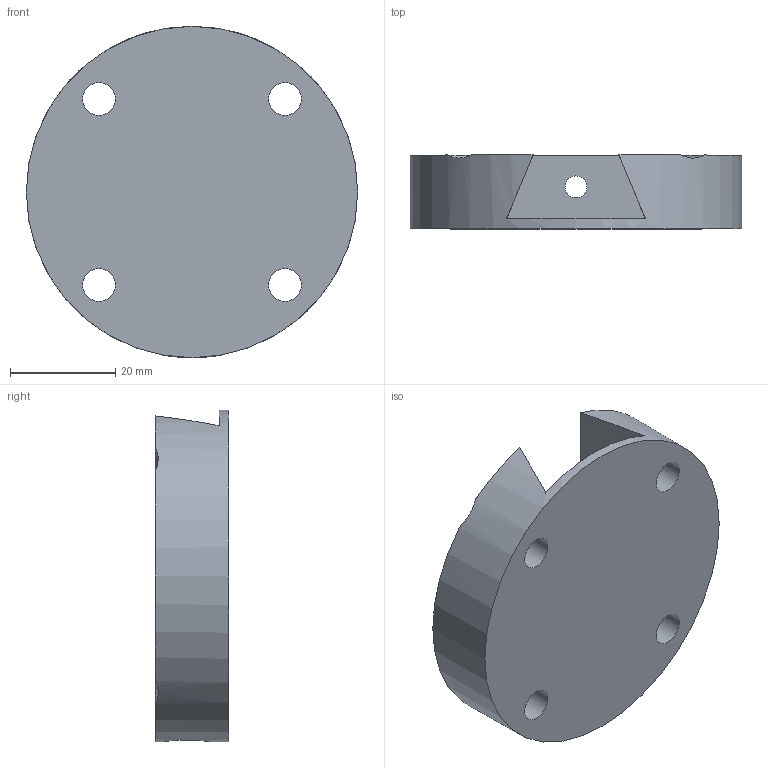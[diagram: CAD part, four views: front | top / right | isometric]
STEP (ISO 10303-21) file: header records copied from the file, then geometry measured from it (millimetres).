
FILE_DESCRIPTION(/* description */ (''),/* implementation_level */ '2;1');
FILE_NAME(/* name */ 'UR3_adapter.step',/* time_stamp */ '2022-04-05T14:43:26+02:00',/* author */ (''),/* organization */ (''),/* preprocessor_version */ 'ST-DEVELOPER v18.1',/* originating_system */ 'Autodesk Translation Framework v10.14.0.1471',/* authorisation */ '');
FILE_SCHEMA (('AUTOMOTIVE_DESIGN { 1 0 10303 214 3 1 1 }'));
Length unit declared in the file: millimetre
Products named in the file (1): UR3_adapter
Bounding box: 63 x 14 x 63 mm (x, y, z)
Volume: 29430.9 mm3; surface area: 11618.9 mm2
Topology: 1 solids, 1 shells, 18 faces, 55 edges, 35 vertices
Faces by surface type: cylinder 7, plane 6, cone 5
Full cylindrical faces by diameter (mm): 4.15 x1, 6.2 x4, 8.7 x1, 63 x1
Entity records: 746 total; most frequent: CARTESIAN_POINT 179, DIRECTION 116, ORIENTED_EDGE 110, EDGE_CURVE 55, AXIS2_PLACEMENT_3D 48, VERTEX_POINT 35, CIRCLE 27, EDGE_LOOP 24
